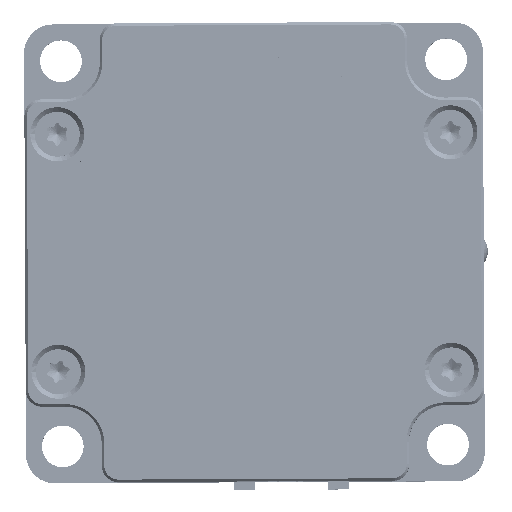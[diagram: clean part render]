
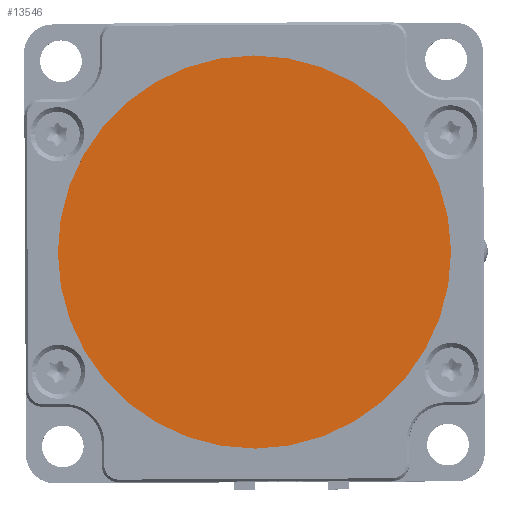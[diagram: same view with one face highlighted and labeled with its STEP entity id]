
A CAD part, top view. The second image highlights one B-rep face of the part: STEP entity #13546.
In plain terms, the highlighted face is planar.
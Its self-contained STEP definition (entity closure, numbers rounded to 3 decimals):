
#1459 = CIRCLE ( 'NONE', #15561, 24. ) ;
#2047 = CARTESIAN_POINT ( 'NONE',  ( 0., 0.8, 0. ) ) ;
#2527 = ORIENTED_EDGE ( 'NONE', *, *, #39064, .T. ) ;
#4479 = EDGE_LOOP ( 'NONE', ( #4929, #2527 ) ) ;
#4625 = VERTEX_POINT ( 'NONE', #31566 ) ;
#4929 = ORIENTED_EDGE ( 'NONE', *, *, #31537, .T. ) ;
#6996 = VERTEX_POINT ( 'NONE', #38865 ) ;
#8639 = DIRECTION ( 'NONE',  ( 0., -1., 0. ) ) ;
#9047 = DIRECTION ( 'NONE',  ( 0., 0., -1. ) ) ;
#12696 = CARTESIAN_POINT ( 'NONE',  ( 0., 0.8, 0. ) ) ;
#13546 = ADVANCED_FACE ( 'NONE', ( #19746 ), #37604, .T. ) ;
#15561 = AXIS2_PLACEMENT_3D ( 'NONE', #2047, #41032, #9047 ) ;
#19746 = FACE_OUTER_BOUND ( 'NONE', #4479, .T. ) ;
#22906 = DIRECTION ( 'NONE',  ( 0., -1., 0. ) ) ;
#23142 = DIRECTION ( 'NONE',  ( 0., 0., -1. ) ) ;
#24918 = AXIS2_PLACEMENT_3D ( 'NONE', #29748, #8639, #40863 ) ;
#28435 = CIRCLE ( 'NONE', #31374, 24. ) ;
#29748 = CARTESIAN_POINT ( 'NONE',  ( 0., 0.8, 0. ) ) ;
#31374 = AXIS2_PLACEMENT_3D ( 'NONE', #12696, #22906, #23142 ) ;
#31537 = EDGE_CURVE ( 'NONE', #6996, #4625, #1459, .T. ) ;
#31566 = CARTESIAN_POINT ( 'NONE',  ( 0., 0.8, 24. ) ) ;
#37604 = PLANE ( 'NONE',  #24918 ) ;
#38865 = CARTESIAN_POINT ( 'NONE',  ( 0., 0.8, -24. ) ) ;
#39064 = EDGE_CURVE ( 'NONE', #4625, #6996, #28435, .T. ) ;
#40863 = DIRECTION ( 'NONE',  ( 0., 0., -1. ) ) ;
#41032 = DIRECTION ( 'NONE',  ( 0., -1., 0. ) ) ;
